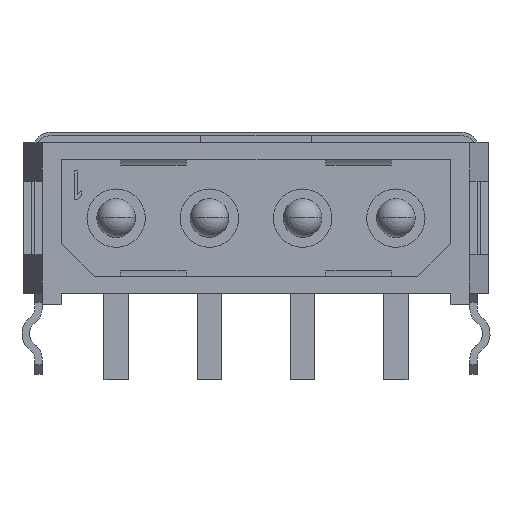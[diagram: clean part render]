
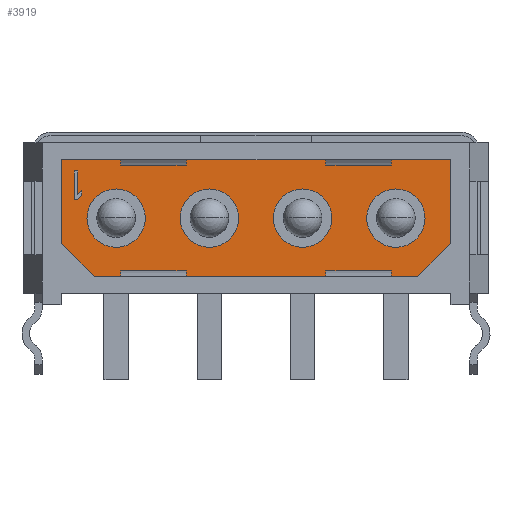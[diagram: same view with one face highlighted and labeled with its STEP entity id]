
A CAD part, top view. The second image highlights one B-rep face of the part: STEP entity #3919.
In plain terms, the highlighted planar face has unit normal (0, 0, 1).
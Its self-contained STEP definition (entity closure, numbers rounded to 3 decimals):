
#240=DIRECTION('',(0.707,0.707,0.));
#241=VECTOR('',#240,2.517);
#242=CARTESIAN_POINT('',(8.81,-3.18,-7.9));
#243=LINE('',#242,#241);
#244=DIRECTION('',(1.,0.,0.));
#245=VECTOR('',#244,17.62);
#246=CARTESIAN_POINT('',(-8.81,-3.18,-7.9));
#247=LINE('',#246,#245);
#248=DIRECTION('',(0.707,-0.707,0.));
#249=VECTOR('',#248,2.517);
#250=CARTESIAN_POINT('',(-10.59,-1.4,-7.9));
#251=LINE('',#250,#249);
#252=DIRECTION('',(0.,-1.,0.));
#253=VECTOR('',#252,4.58);
#254=CARTESIAN_POINT('',(-10.59,3.18,-7.9));
#255=LINE('',#254,#253);
#256=DIRECTION('',(-1.,0.,0.));
#257=VECTOR('',#256,21.18);
#258=CARTESIAN_POINT('',(10.59,3.18,-7.9));
#259=LINE('',#258,#257);
#260=DIRECTION('',(0.,1.,0.));
#261=VECTOR('',#260,4.58);
#262=CARTESIAN_POINT('',(10.59,-1.4,-7.9));
#263=LINE('',#262,#261);
#264=CARTESIAN_POINT('',(-7.62,0.,-7.9));
#265=DIRECTION('',(0.,0.,1.));
#266=DIRECTION('',(1.,0.,0.));
#267=AXIS2_PLACEMENT_3D('',#264,#265,#266);
#269=CARTESIAN_POINT('',(-7.62,0.,-7.9));
#270=DIRECTION('',(0.,0.,1.));
#271=DIRECTION('',(-1.,0.,0.));
#272=AXIS2_PLACEMENT_3D('',#269,#270,#271);
#274=CARTESIAN_POINT('',(-2.54,0.,-7.9));
#275=DIRECTION('',(0.,0.,1.));
#276=DIRECTION('',(1.,0.,0.));
#277=AXIS2_PLACEMENT_3D('',#274,#275,#276);
#279=CARTESIAN_POINT('',(-2.54,0.,-7.9));
#280=DIRECTION('',(0.,0.,1.));
#281=DIRECTION('',(-1.,0.,0.));
#282=AXIS2_PLACEMENT_3D('',#279,#280,#281);
#284=CARTESIAN_POINT('',(2.54,0.,-7.9));
#285=DIRECTION('',(0.,0.,1.));
#286=DIRECTION('',(1.,0.,0.));
#287=AXIS2_PLACEMENT_3D('',#284,#285,#286);
#289=CARTESIAN_POINT('',(2.54,0.,-7.9));
#290=DIRECTION('',(0.,0.,1.));
#291=DIRECTION('',(-1.,0.,0.));
#292=AXIS2_PLACEMENT_3D('',#289,#290,#291);
#294=CARTESIAN_POINT('',(7.62,0.,-7.9));
#295=DIRECTION('',(0.,0.,1.));
#296=DIRECTION('',(1.,0.,0.));
#297=AXIS2_PLACEMENT_3D('',#294,#295,#296);
#299=CARTESIAN_POINT('',(7.62,0.,-7.9));
#300=DIRECTION('',(0.,0.,1.));
#301=DIRECTION('',(-1.,0.,0.));
#302=AXIS2_PLACEMENT_3D('',#299,#300,#301);
#304=DIRECTION('',(0.,-1.,0.));
#305=VECTOR('',#304,1.57);
#306=CARTESIAN_POINT('',(-9.893,2.57,-7.9));
#307=LINE('',#306,#305);
#308=DIRECTION('',(1.,0.,0.));
#309=VECTOR('',#308,0.196);
#310=CARTESIAN_POINT('',(-9.893,1.,-7.9));
#311=LINE('',#310,#309);
#312=DIRECTION('',(0.643,0.766,0.));
#313=VECTOR('',#312,0.305);
#314=CARTESIAN_POINT('',(-9.696,1.,-7.9));
#315=LINE('',#314,#313);
#316=DIRECTION('',(0.,1.,0.));
#317=VECTOR('',#316,0.267);
#318=CARTESIAN_POINT('',(-9.5,1.234,-7.9));
#319=LINE('',#318,#317);
#320=DIRECTION('',(-0.643,-0.766,0.));
#321=VECTOR('',#320,0.305);
#322=CARTESIAN_POINT('',(-9.5,1.501,-7.9));
#323=LINE('',#322,#321);
#324=DIRECTION('',(0.,1.,0.));
#325=VECTOR('',#324,1.303);
#326=CARTESIAN_POINT('',(-9.696,1.267,-7.9));
#327=LINE('',#326,#325);
#328=DIRECTION('',(-1.,0.,0.));
#329=VECTOR('',#328,0.196);
#330=CARTESIAN_POINT('',(-9.696,2.57,-7.9));
#331=LINE('',#330,#329);
#2832=CARTESIAN_POINT('',(10.59,-1.4,-7.9));
#2833=CARTESIAN_POINT('',(10.59,3.18,-7.9));
#2834=VERTEX_POINT('',#2832);
#2835=VERTEX_POINT('',#2833);
#2836=CARTESIAN_POINT('',(-10.59,3.18,-7.9));
#2837=VERTEX_POINT('',#2836);
#2838=CARTESIAN_POINT('',(-10.59,-1.4,-7.9));
#2839=VERTEX_POINT('',#2838);
#2840=CARTESIAN_POINT('',(-8.81,-3.18,-7.9));
#2841=CARTESIAN_POINT('',(8.81,-3.18,-7.9));
#2842=VERTEX_POINT('',#2840);
#2843=VERTEX_POINT('',#2841);
#3636=CARTESIAN_POINT('',(-6.03,0.,-7.9));
#3637=CARTESIAN_POINT('',(-9.21,0.,-7.9));
#3638=VERTEX_POINT('',#3636);
#3639=VERTEX_POINT('',#3637);
#3640=CARTESIAN_POINT('',(-0.95,0.,-7.9));
#3641=CARTESIAN_POINT('',(-4.13,0.,-7.9));
#3642=VERTEX_POINT('',#3640);
#3643=VERTEX_POINT('',#3641);
#3644=CARTESIAN_POINT('',(4.13,0.,-7.9));
#3645=CARTESIAN_POINT('',(0.95,0.,-7.9));
#3646=VERTEX_POINT('',#3644);
#3647=VERTEX_POINT('',#3645);
#3648=CARTESIAN_POINT('',(9.21,0.,-7.9));
#3649=CARTESIAN_POINT('',(6.03,0.,-7.9));
#3650=VERTEX_POINT('',#3648);
#3651=VERTEX_POINT('',#3649);
#3678=CARTESIAN_POINT('',(-9.893,2.57,-7.9));
#3679=CARTESIAN_POINT('',(-9.893,1.,-7.9));
#3680=VERTEX_POINT('',#3678);
#3681=VERTEX_POINT('',#3679);
#3682=CARTESIAN_POINT('',(-9.696,1.,-7.9));
#3683=VERTEX_POINT('',#3682);
#3684=CARTESIAN_POINT('',(-9.5,1.234,-7.9));
#3685=VERTEX_POINT('',#3684);
#3686=CARTESIAN_POINT('',(-9.5,1.501,-7.9));
#3687=VERTEX_POINT('',#3686);
#3688=CARTESIAN_POINT('',(-9.696,1.267,-7.9));
#3689=VERTEX_POINT('',#3688);
#3690=CARTESIAN_POINT('',(-9.696,2.57,-7.9));
#3691=VERTEX_POINT('',#3690);
#3866=CARTESIAN_POINT('',(0.,0.,-7.9));
#3867=DIRECTION('',(0.,0.,1.));
#3868=DIRECTION('',(-1.,0.,0.));
#3869=AXIS2_PLACEMENT_3D('',#3866,#3867,#3868);
#3870=PLANE('',#3869);
#3871=ORIENTED_EDGE('',*,*,#3765,.F.);
#3872=ORIENTED_EDGE('',*,*,#3779,.F.);
#3873=ORIENTED_EDGE('',*,*,#3813,.F.);
#3874=ORIENTED_EDGE('',*,*,#3827,.F.);
#3875=ORIENTED_EDGE('',*,*,#3840,.F.);
#3876=ORIENTED_EDGE('',*,*,#3750,.F.);
#3877=EDGE_LOOP('',(#3871,#3872,#3873,#3874,#3875,#3876));
#3878=FACE_OUTER_BOUND('',#3877,.F.);
#3880=ORIENTED_EDGE('',*,*,#3879,.T.);
#3882=ORIENTED_EDGE('',*,*,#3881,.T.);
#3883=EDGE_LOOP('',(#3880,#3882));
#3884=FACE_BOUND('',#3883,.F.);
#3886=ORIENTED_EDGE('',*,*,#3885,.T.);
#3888=ORIENTED_EDGE('',*,*,#3887,.T.);
#3889=EDGE_LOOP('',(#3886,#3888));
#3890=FACE_BOUND('',#3889,.F.);
#3892=ORIENTED_EDGE('',*,*,#3891,.T.);
#3894=ORIENTED_EDGE('',*,*,#3893,.T.);
#3895=EDGE_LOOP('',(#3892,#3894));
#3896=FACE_BOUND('',#3895,.F.);
#3898=ORIENTED_EDGE('',*,*,#3897,.T.);
#3900=ORIENTED_EDGE('',*,*,#3899,.T.);
#3901=EDGE_LOOP('',(#3898,#3900));
#3902=FACE_BOUND('',#3901,.F.);
#3904=ORIENTED_EDGE('',*,*,#3903,.T.);
#3906=ORIENTED_EDGE('',*,*,#3905,.T.);
#3908=ORIENTED_EDGE('',*,*,#3907,.T.);
#3910=ORIENTED_EDGE('',*,*,#3909,.T.);
#3912=ORIENTED_EDGE('',*,*,#3911,.T.);
#3914=ORIENTED_EDGE('',*,*,#3913,.T.);
#3916=ORIENTED_EDGE('',*,*,#3915,.T.);
#3917=EDGE_LOOP('',(#3904,#3906,#3908,#3910,#3912,#3914,#3916));
#3918=FACE_BOUND('',#3917,.F.);
#3919=ADVANCED_FACE('',(#3878,#3884,#3890,#3896,#3902,#3918),#3870,.T.);
#268=CIRCLE('',#267,1.59);
#273=CIRCLE('',#272,1.59);
#278=CIRCLE('',#277,1.59);
#283=CIRCLE('',#282,1.59);
#288=CIRCLE('',#287,1.59);
#293=CIRCLE('',#292,1.59);
#298=CIRCLE('',#297,1.59);
#303=CIRCLE('',#302,1.59);
#3750=EDGE_CURVE('',#2834,#2835,#263,.T.);
#3765=EDGE_CURVE('',#2843,#2834,#243,.T.);
#3779=EDGE_CURVE('',#2842,#2843,#247,.T.);
#3813=EDGE_CURVE('',#2839,#2842,#251,.T.);
#3827=EDGE_CURVE('',#2837,#2839,#255,.T.);
#3840=EDGE_CURVE('',#2835,#2837,#259,.T.);
#3879=EDGE_CURVE('',#3638,#3639,#268,.T.);
#3881=EDGE_CURVE('',#3639,#3638,#273,.T.);
#3885=EDGE_CURVE('',#3642,#3643,#278,.T.);
#3887=EDGE_CURVE('',#3643,#3642,#283,.T.);
#3891=EDGE_CURVE('',#3646,#3647,#288,.T.);
#3893=EDGE_CURVE('',#3647,#3646,#293,.T.);
#3897=EDGE_CURVE('',#3650,#3651,#298,.T.);
#3899=EDGE_CURVE('',#3651,#3650,#303,.T.);
#3903=EDGE_CURVE('',#3680,#3681,#307,.T.);
#3905=EDGE_CURVE('',#3681,#3683,#311,.T.);
#3907=EDGE_CURVE('',#3683,#3685,#315,.T.);
#3909=EDGE_CURVE('',#3685,#3687,#319,.T.);
#3911=EDGE_CURVE('',#3687,#3689,#323,.T.);
#3913=EDGE_CURVE('',#3689,#3691,#327,.T.);
#3915=EDGE_CURVE('',#3691,#3680,#331,.T.);
